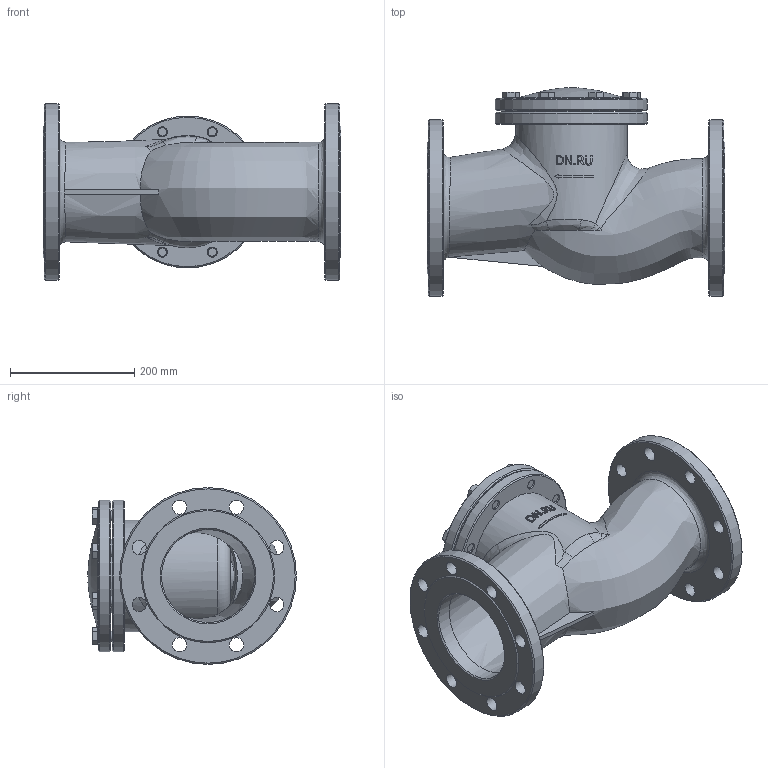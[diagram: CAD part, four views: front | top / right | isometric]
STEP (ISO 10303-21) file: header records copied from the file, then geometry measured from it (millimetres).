
FILE_DESCRIPTION(/* description */ (''),/* implementation_level */ '2;1');
FILE_NAME(/* name */ 'DN150_3D_STEP.stp',/* time_stamp */ '2024-03-27T17:26:42+03:00',/* author */ ('igorr'),/* organization */ (''),/* preprocessor_version */ 'ST-DEVELOPER v19.2',/* originating_system */ 'Autodesk Inventor 2023',/* authorisation */ '');
FILE_SCHEMA (('AUTOMOTIVE_DESIGN { 1 0 10303 214 3 1 1 }'));
Length unit declared in the file: millimetre
Products named in the file (3): Сборка; Деталь1; AS 1110 - M16 x 40
Assembly tree (9 placements, depth 2):
  Сборка
    Деталь1
    AS 1110 - M16 x 40  x8
Bounding box: 480 x 336.67 x 285 mm (x, y, z)
Volume: 10118253.3 mm3; surface area: 950242 mm2
Topology: 9 solids, 9 shells, 370 faces, 895 edges, 563 vertices
Faces by surface type: plane 182, cone 68, cylinder 68, bspline 49, torus 3
Full cylindrical faces by diameter (mm): 16 x24, 23 x16, 24 x8, 63.693 x1, 120 x1, 150 x2, 180 x1, 245 x2, 285 x2
Entity records: 11035 total; most frequent: CARTESIAN_POINT 5797, ORIENTED_EDGE 1070, DIRECTION 913, EDGE_CURVE 535, AXIS2_PLACEMENT_3D 364, VERTEX_POINT 353, EDGE_LOOP 286, FACE_OUTER_BOUND 202
